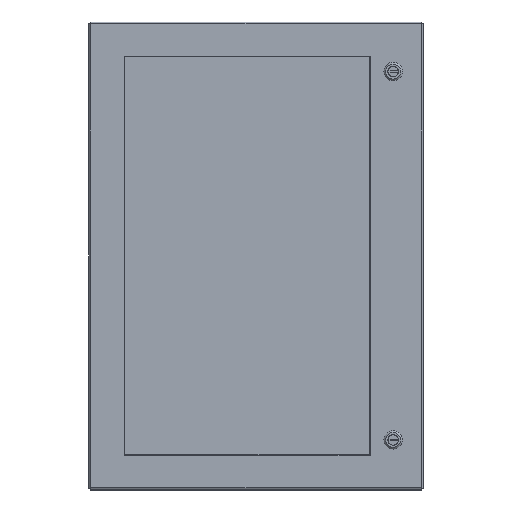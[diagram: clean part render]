
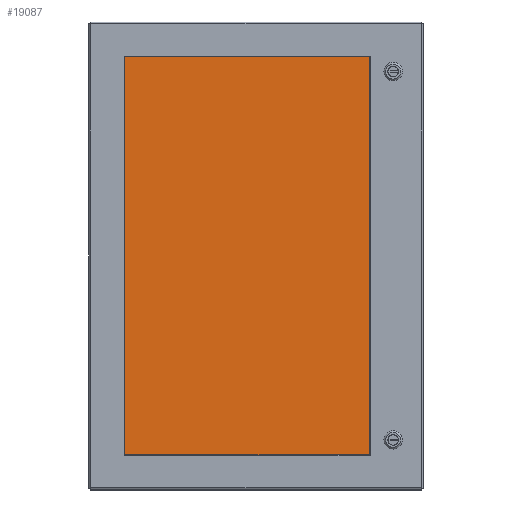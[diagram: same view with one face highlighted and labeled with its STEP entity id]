
A CAD part, front view. The second image highlights one B-rep face of the part: STEP entity #19087.
In plain terms, the highlighted planar face has unit normal (0, -1, 0).
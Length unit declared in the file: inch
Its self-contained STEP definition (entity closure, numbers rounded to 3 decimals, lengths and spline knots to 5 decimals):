
#108 = EDGE_CURVE ( 'NONE', #11701, #7958, #42138, .T. ) ;
#213 = CARTESIAN_POINT ( 'NONE',  ( -7.9195, -1.796, -2.059 ) ) ;
#1292 = VECTOR ( 'NONE', #15735, 39.37008 ) ;
#1447 = VECTOR ( 'NONE', #2720, 39.37008 ) ;
#2720 = DIRECTION ( 'NONE',  ( -1., 0., 0. ) ) ;
#3353 = LINE ( 'NONE', #26146, #1447 ) ;
#3388 = DIRECTION ( 'NONE',  ( 1., 0., 0. ) ) ;
#4132 = DIRECTION ( 'NONE',  ( 0., 0., 1. ) ) ;
#4768 = FACE_OUTER_BOUND ( 'NONE', #40903, .T. ) ;
#5416 = CARTESIAN_POINT ( 'NONE',  ( -7.9195, -1.796, -2.059 ) ) ;
#5708 = VERTEX_POINT ( 'NONE', #213 ) ;
#7432 = CARTESIAN_POINT ( 'NONE',  ( 6.8305, -1.796, -2.059 ) ) ;
#7958 = VERTEX_POINT ( 'NONE', #32293 ) ;
#11701 = VERTEX_POINT ( 'NONE', #7432 ) ;
#12431 = CARTESIAN_POINT ( 'NONE',  ( 6.8305, -1.796, -2.059 ) ) ;
#13909 = CARTESIAN_POINT ( 'NONE',  ( -7.9195, -1.796, -26.059 ) ) ;
#15735 = DIRECTION ( 'NONE',  ( 0., 0., 1. ) ) ;
#18885 = DIRECTION ( 'NONE',  ( 0., 0., -1. ) ) ;
#19087 = ADVANCED_FACE ( 'NONE', ( #4768 ), #29929, .T. ) ;
#19161 = ORIENTED_EDGE ( 'NONE', *, *, #108, .F. ) ;
#19729 = EDGE_CURVE ( 'NONE', #5708, #11701, #35444, .T. ) ;
#23592 = ORIENTED_EDGE ( 'NONE', *, *, #19729, .F. ) ;
#26146 = CARTESIAN_POINT ( 'NONE',  ( -7.9195, -1.796, -26.059 ) ) ;
#27924 = EDGE_CURVE ( 'NONE', #32131, #5708, #34891, .T. ) ;
#29929 = PLANE ( 'NONE',  #42254 ) ;
#32131 = VERTEX_POINT ( 'NONE', #13909 ) ;
#32293 = CARTESIAN_POINT ( 'NONE',  ( 6.8305, -1.796, -26.059 ) ) ;
#32460 = EDGE_CURVE ( 'NONE', #7958, #32131, #3353, .T. ) ;
#33215 = ORIENTED_EDGE ( 'NONE', *, *, #27924, .F. ) ;
#33599 = CARTESIAN_POINT ( 'NONE',  ( 7.2055, -1.796, -26.434 ) ) ;
#34011 = DIRECTION ( 'NONE',  ( 0., -1., 0. ) ) ;
#34181 = ORIENTED_EDGE ( 'NONE', *, *, #32460, .F. ) ;
#34891 = LINE ( 'NONE', #5416, #1292 ) ;
#35444 = LINE ( 'NONE', #12431, #36686 ) ;
#36304 = VECTOR ( 'NONE', #18885, 39.37008 ) ;
#36686 = VECTOR ( 'NONE', #3388, 39.37008 ) ;
#38491 = CARTESIAN_POINT ( 'NONE',  ( 6.8305, -1.796, -26.059 ) ) ;
#40903 = EDGE_LOOP ( 'NONE', ( #33215, #34181, #19161, #23592 ) ) ;
#42138 = LINE ( 'NONE', #38491, #36304 ) ;
#42254 = AXIS2_PLACEMENT_3D ( 'NONE', #33599, #34011, #4132 ) ;
